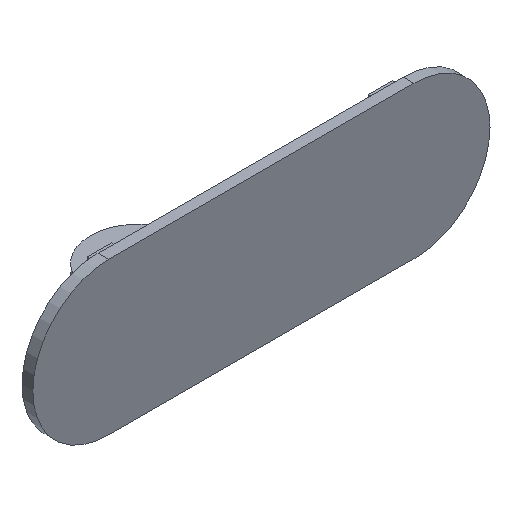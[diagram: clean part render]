
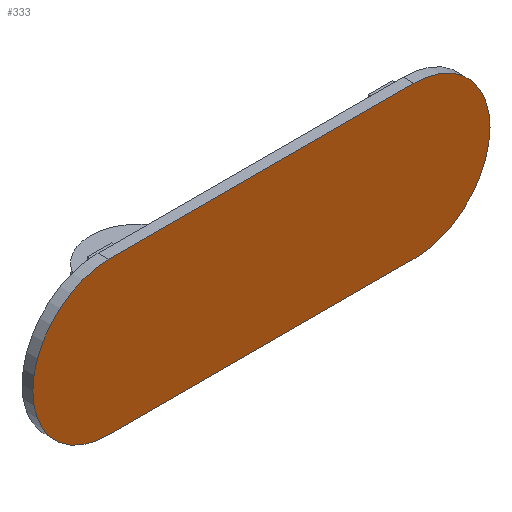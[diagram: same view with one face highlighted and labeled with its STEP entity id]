
A CAD part, isometric view. The second image highlights one B-rep face of the part: STEP entity #333.
In plain terms, the highlighted planar face has unit normal (0, -1, 0).
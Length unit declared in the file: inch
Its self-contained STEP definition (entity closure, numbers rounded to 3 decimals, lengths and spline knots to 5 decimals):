
#114 = LINE ( 'NONE', #438, #930 ) ;
#118 = CARTESIAN_POINT ( 'NONE',  ( 3.5, 0., 0. ) ) ;
#122 = CARTESIAN_POINT ( 'NONE',  ( -3.5, 0., -1.74409 ) ) ;
#185 = FACE_OUTER_BOUND ( 'NONE', #482, .T. ) ;
#211 = CIRCLE ( 'NONE', #852, 1.74409 ) ;
#262 = DIRECTION ( 'NONE',  ( 0., 0., 1. ) ) ;
#278 = LINE ( 'NONE', #988, #548 ) ;
#280 = VERTEX_POINT ( 'NONE', #645 ) ;
#333 = ADVANCED_FACE ( 'NONE', ( #185 ), #516, .F. ) ;
#336 = CARTESIAN_POINT ( 'NONE',  ( 3.5, 0., -1.74409 ) ) ;
#345 = DIRECTION ( 'NONE',  ( 1., 0., 0. ) ) ;
#370 = CARTESIAN_POINT ( 'NONE',  ( 3.5, 0., 1.74409 ) ) ;
#392 = CARTESIAN_POINT ( 'NONE',  ( -3.5, 0., 0. ) ) ;
#414 = ORIENTED_EDGE ( 'NONE', *, *, #901, .F. ) ;
#424 = ORIENTED_EDGE ( 'NONE', *, *, #707, .F. ) ;
#438 = CARTESIAN_POINT ( 'NONE',  ( -3.5, 0., 1.74409 ) ) ;
#482 = EDGE_LOOP ( 'NONE', ( #424, #705, #414, #639 ) ) ;
#516 = PLANE ( 'NONE',  #834 ) ;
#548 = VECTOR ( 'NONE', #676, 39.37008 ) ;
#580 = DIRECTION ( 'NONE',  ( 0., 0., 1. ) ) ;
#592 = DIRECTION ( 'NONE',  ( 0., 1., 0. ) ) ;
#611 = DIRECTION ( 'NONE',  ( 0., 0., 1. ) ) ;
#639 = ORIENTED_EDGE ( 'NONE', *, *, #862, .F. ) ;
#645 = CARTESIAN_POINT ( 'NONE',  ( -3.5, 0., 1.74409 ) ) ;
#660 = VERTEX_POINT ( 'NONE', #336 ) ;
#667 = DIRECTION ( 'NONE',  ( 0., 1., 0. ) ) ;
#676 = DIRECTION ( 'NONE',  ( -1., 0., 0. ) ) ;
#705 = ORIENTED_EDGE ( 'NONE', *, *, #890, .F. ) ;
#707 = EDGE_CURVE ( 'NONE', #957, #280, #211, .T. ) ;
#765 = CIRCLE ( 'NONE', #780, 1.74409 ) ;
#780 = AXIS2_PLACEMENT_3D ( 'NONE', #118, #592, #611 ) ;
#834 = AXIS2_PLACEMENT_3D ( 'NONE', #972, #667, #580 ) ;
#852 = AXIS2_PLACEMENT_3D ( 'NONE', #392, #950, #262 ) ;
#862 = EDGE_CURVE ( 'NONE', #280, #897, #114, .T. ) ;
#890 = EDGE_CURVE ( 'NONE', #660, #957, #278, .T. ) ;
#897 = VERTEX_POINT ( 'NONE', #370 ) ;
#901 = EDGE_CURVE ( 'NONE', #897, #660, #765, .T. ) ;
#930 = VECTOR ( 'NONE', #345, 39.37008 ) ;
#950 = DIRECTION ( 'NONE',  ( 0., 1., 0. ) ) ;
#957 = VERTEX_POINT ( 'NONE', #122 ) ;
#972 = CARTESIAN_POINT ( 'NONE',  ( -3.5, 0., 0. ) ) ;
#988 = CARTESIAN_POINT ( 'NONE',  ( -3.5, 0., -1.74409 ) ) ;
